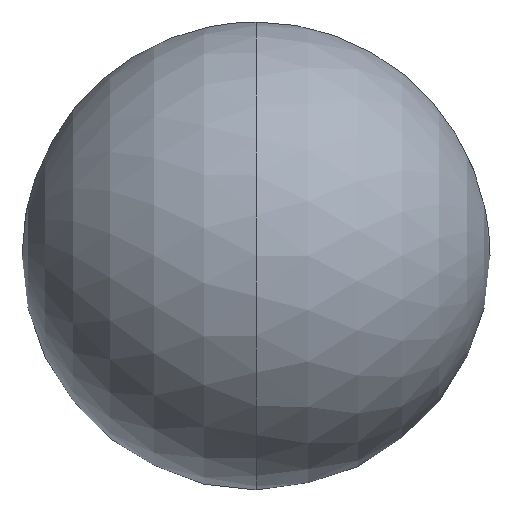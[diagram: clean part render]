
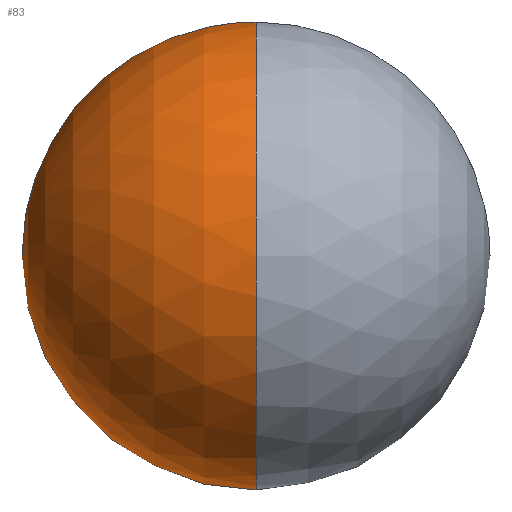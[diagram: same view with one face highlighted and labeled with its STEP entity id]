
A CAD part, top view. The second image highlights one B-rep face of the part: STEP entity #83.
In plain terms, the highlighted spherical face has radius 8 mm.
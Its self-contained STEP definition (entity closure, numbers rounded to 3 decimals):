
#7 = CARTESIAN_POINT ( 'NONE',  ( 0., 0., 93.072 ) ) ;
#8 = DIRECTION ( 'NONE',  ( 0., 0., 1. ) ) ;
#18 = ORIENTED_EDGE ( 'NONE', *, *, #19, .T. ) ;
#19 = EDGE_CURVE ( 'NONE', #171, #221, #28, .T. ) ;
#25 = VERTEX_POINT ( 'NONE', #94 ) ;
#26 = DIRECTION ( 'NONE',  ( 1., 0., 0. ) ) ;
#28 = CIRCLE ( 'NONE', #112, 4. ) ;
#49 = VERTEX_POINT ( 'NONE', #113 ) ;
#54 = FACE_OUTER_BOUND ( 'NONE', #174, .T. ) ;
#57 = CIRCLE ( 'NONE', #208, 8. ) ;
#60 = EDGE_CURVE ( 'NONE', #25, #171, #162, .T. ) ;
#63 = DIRECTION ( 'NONE',  ( 0., 1., 0. ) ) ;
#64 = DIRECTION ( 'NONE',  ( 0., 0., 1. ) ) ;
#65 = CARTESIAN_POINT ( 'NONE',  ( 0., 0., 100. ) ) ;
#67 = CARTESIAN_POINT ( 'NONE',  ( -4., 0., 93.072 ) ) ;
#83 = ADVANCED_FACE ( 'NONE', ( #54 ), #157, .T. ) ;
#84 = ORIENTED_EDGE ( 'NONE', *, *, #60, .T. ) ;
#94 = CARTESIAN_POINT ( 'NONE',  ( 0., 4., 93.072 ) ) ;
#97 = DIRECTION ( 'NONE',  ( 1., 0., 0. ) ) ;
#104 = DIRECTION ( 'NONE',  ( 1., 0., 0. ) ) ;
#108 = CARTESIAN_POINT ( 'NONE',  ( 0., 0., 93.072 ) ) ;
#110 = ORIENTED_EDGE ( 'NONE', *, *, #140, .F. ) ;
#112 = AXIS2_PLACEMENT_3D ( 'NONE', #108, #178, #158 ) ;
#113 = CARTESIAN_POINT ( 'NONE',  ( 0., 0., 108. ) ) ;
#117 = EDGE_CURVE ( 'NONE', #49, #25, #57, .T. ) ;
#135 = DIRECTION ( 'NONE',  ( 0., 1., 0. ) ) ;
#139 = AXIS2_PLACEMENT_3D ( 'NONE', #65, #104, #135 ) ;
#140 = EDGE_CURVE ( 'NONE', #49, #221, #151, .T. ) ;
#151 = CIRCLE ( 'NONE', #139, 8. ) ;
#157 = SPHERICAL_SURFACE ( 'NONE', #214, 8. ) ;
#158 = DIRECTION ( 'NONE',  ( 1., 0., 0. ) ) ;
#162 = CIRCLE ( 'NONE', #193, 4. ) ;
#164 = CARTESIAN_POINT ( 'NONE',  ( 0., 0., 100. ) ) ;
#166 = CARTESIAN_POINT ( 'NONE',  ( 0., 0., 100. ) ) ;
#171 = VERTEX_POINT ( 'NONE', #67 ) ;
#174 = EDGE_LOOP ( 'NONE', ( #110, #175, #84, #18 ) ) ;
#175 = ORIENTED_EDGE ( 'NONE', *, *, #117, .T. ) ;
#178 = DIRECTION ( 'NONE',  ( 0., 0., 1. ) ) ;
#193 = AXIS2_PLACEMENT_3D ( 'NONE', #7, #8, #26 ) ;
#203 = CARTESIAN_POINT ( 'NONE',  ( 0., -4., 93.072 ) ) ;
#208 = AXIS2_PLACEMENT_3D ( 'NONE', #166, #213, #64 ) ;
#213 = DIRECTION ( 'NONE',  ( -1., 0., 0. ) ) ;
#214 = AXIS2_PLACEMENT_3D ( 'NONE', #164, #97, #63 ) ;
#221 = VERTEX_POINT ( 'NONE', #203 ) ;
